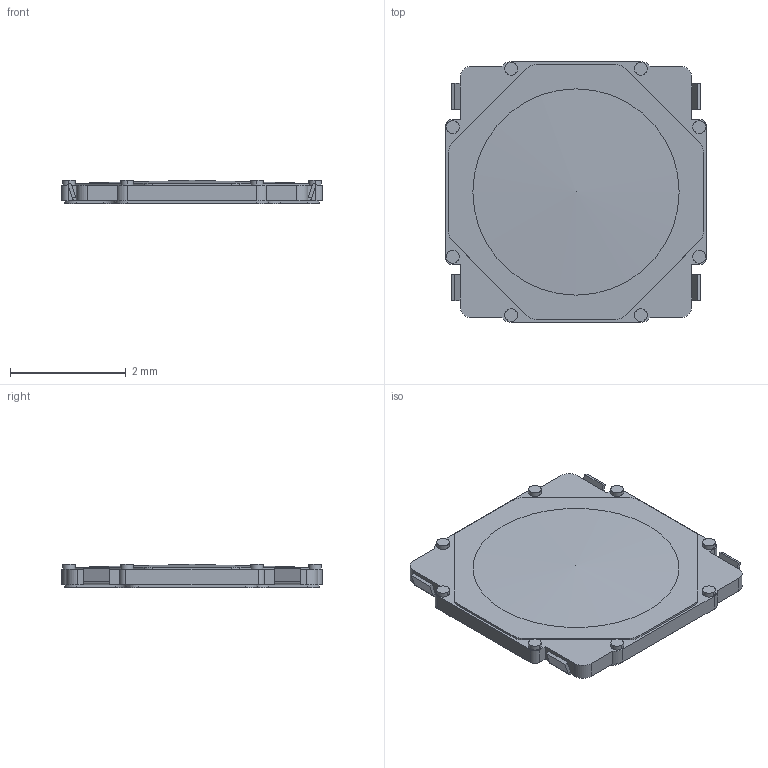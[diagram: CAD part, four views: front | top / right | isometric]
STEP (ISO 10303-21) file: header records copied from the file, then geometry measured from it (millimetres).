
FILE_DESCRIPTION(('FreeCAD Model'),'2;1');
FILE_NAME('ALPS_SKRMAAE010.step','2021-07-03T21:22:03',('kicad StepUp'),('ksu MCAD' ),'Open CASCADE STEP processor 7.3','FreeCAD','Unknown');
FILE_SCHEMA(('AUTOMOTIVE_DESIGN { 1 0 10303 214 1 1 1 1 }'));
Length unit declared in the file: millimetre
Products named in the file (1): ALPS_SKRMAAE010
Bounding box: 4.5 x 4.5 x 0.4 mm (x, y, z)
Volume: 6.7 mm3; surface area: 45.6 mm2
Topology: 1 solids, 1 shells, 140 faces, 365 edges, 236 vertices
Faces by surface type: plane 83, cylinder 56, sphere 1
Entity records: 5279 total; most frequent: DIRECTION 760, CARTESIAN_POINT 744, ORIENTED_EDGE 728, EDGE_CURVE 364, AXIS2_PLACEMENT_3D 256, LINE 248, VECTOR 248, VERTEX_POINT 236
